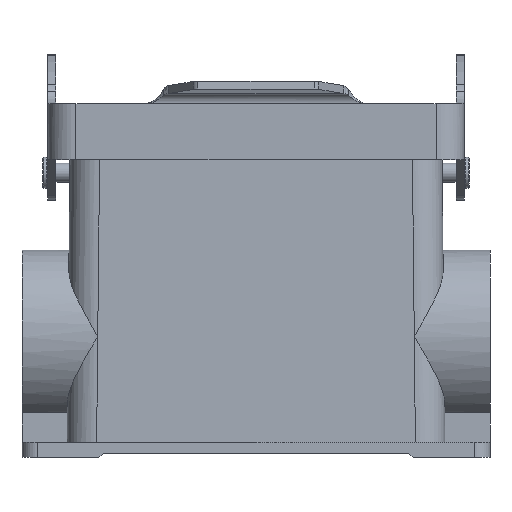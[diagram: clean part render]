
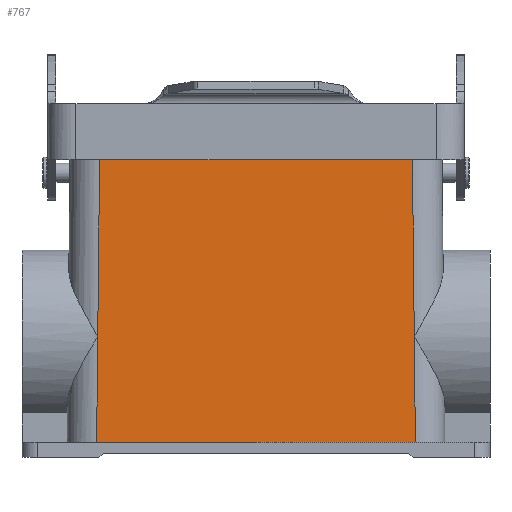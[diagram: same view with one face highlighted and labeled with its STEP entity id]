
A CAD part, left-side view. The second image highlights one B-rep face of the part: STEP entity #767.
In plain terms, the highlighted planar face has unit normal (-1, 0, 0.011).
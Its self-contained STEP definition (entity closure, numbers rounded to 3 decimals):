
#767=ADVANCED_FACE('',(#1192),#1065,.T.);
#1065=PLANE('',#5723);
#1192=FACE_OUTER_BOUND('',#1472,.T.);
#1472=EDGE_LOOP('',(#1993,#1994,#1995,#1996,#1997,#1998));
#1993=ORIENTED_EDGE('',*,*,#4116,.T.);
#1994=ORIENTED_EDGE('',*,*,#4135,.F.);
#1995=ORIENTED_EDGE('',*,*,#4136,.F.);
#1996=ORIENTED_EDGE('',*,*,#4052,.F.);
#1997=ORIENTED_EDGE('',*,*,#4137,.F.);
#1998=ORIENTED_EDGE('',*,*,#4138,.F.);
#3476=VERTEX_POINT('',#7907);
#3491=VERTEX_POINT('',#7985);
#3505=VERTEX_POINT('',#8026);
#3506=VERTEX_POINT('',#8028);
#3547=VERTEX_POINT('',#8149);
#3548=VERTEX_POINT('',#8151);
#4052=EDGE_CURVE('',#3505,#3506,#4845,.T.);
#4116=EDGE_CURVE('',#3548,#3547,#4890,.T.);
#4135=EDGE_CURVE('',#3476,#3547,#4901,.T.);
#4136=EDGE_CURVE('',#3506,#3476,#4902,.T.);
#4137=EDGE_CURVE('',#3491,#3505,#4903,.T.);
#4138=EDGE_CURVE('',#3548,#3491,#4904,.T.);
#4845=LINE('',#8027,#5255);
#4890=LINE('',#8150,#5300);
#4901=LINE('',#8186,#5311);
#4902=LINE('',#8188,#5312);
#4903=LINE('',#8189,#5313);
#4904=LINE('',#8190,#5314);
#5255=VECTOR('',#6322,1.);
#5300=VECTOR('',#6439,1.);
#5311=VECTOR('',#6472,1.);
#5312=VECTOR('',#6475,1.);
#5313=VECTOR('',#6476,1.);
#5314=VECTOR('',#6477,1.);
#5723=AXIS2_PLACEMENT_3D('',#8191,#6478,#6479);
#6322=DIRECTION('',(0.,1.,0.));
#6439=DIRECTION('',(0.,1.,0.));
#6472=DIRECTION('',(0.01,-0.01,1.));
#6475=DIRECTION('',(0.01,-0.01,1.));
#6476=DIRECTION('',(-0.01,-0.01,-1.));
#6477=DIRECTION('',(-0.01,-0.01,-1.));
#6478=DIRECTION('',(-1.,0.,0.01));
#6479=DIRECTION('',(-0.01,0.,-1.));
#7907=CARTESIAN_POINT('',(-21.817,39.567,-22.473));
#7985=CARTESIAN_POINT('',(-21.817,-39.566,-22.473));
#8026=CARTESIAN_POINT('',(-22.093,-39.843,-48.9));
#8027=CARTESIAN_POINT('',(-22.093,-39.843,-48.9));
#8028=CARTESIAN_POINT('',(-22.093,39.843,-48.9));
#8149=CARTESIAN_POINT('',(-21.351,39.101,21.997));
#8150=CARTESIAN_POINT('',(-21.351,-39.1,21.997));
#8151=CARTESIAN_POINT('',(-21.351,-39.1,21.997));
#8186=CARTESIAN_POINT('',(-21.817,39.567,-22.473));
#8188=CARTESIAN_POINT('',(-22.093,39.843,-48.9));
#8189=CARTESIAN_POINT('',(-21.817,-39.566,-22.473));
#8190=CARTESIAN_POINT('',(-21.351,-39.1,21.997));
#8191=CARTESIAN_POINT('',(-21.349,0.,22.146));
